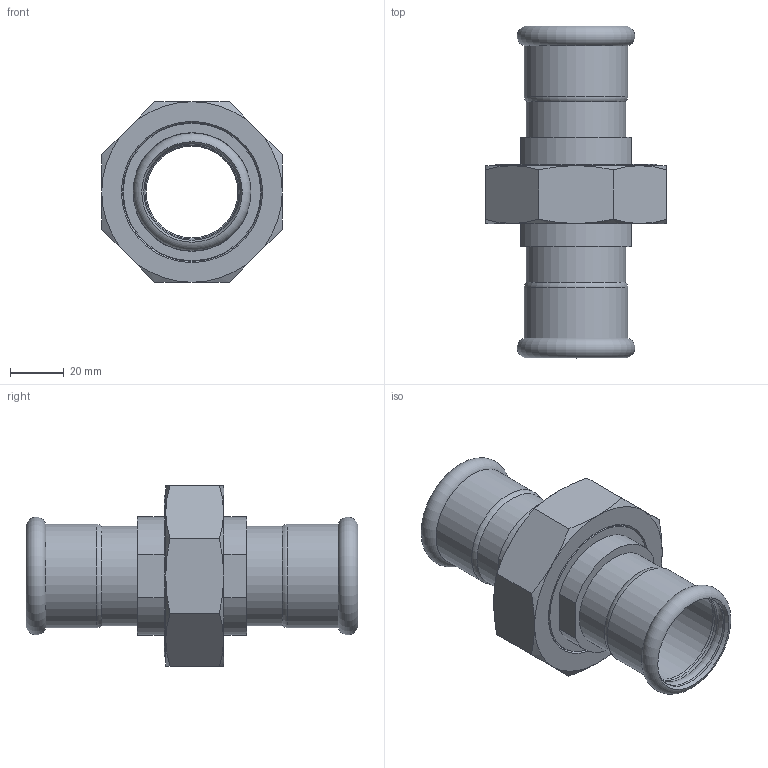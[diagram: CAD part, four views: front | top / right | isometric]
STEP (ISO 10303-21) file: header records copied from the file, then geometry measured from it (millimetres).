
FILE_DESCRIPTION(/* description */ ('Bocchettone Sede Conica a Press. DN35'),/* implementation_level */ '2;1');
FILE_NAME(/* name */ '184035000_Inoxpres.stp',/* time_stamp */ '2022-10-13T16:46:13+02:00',/* author */ ('Vault'),/* organization */ ('Raccorderie metalliche s.p.a. '),/* preprocessor_version */ 'ST-DEVELOPER v18.1',/* originating_system */ 'Autodesk Inventor 2020',/* authorisation */ 'Raccorderie metalliche s.p.a. ');
FILE_SCHEMA (('AUTOMOTIVE_DESIGN { 1 0 10303 214 3 1 1 }'));
Length unit declared in the file: millimetre
Products named in the file (1): 184035000_Inoxpres
Bounding box: 67 x 123.1 x 67 mm (x, y, z)
Volume: 78108.8 mm3; surface area: 45169 mm2
Topology: 1 solids, 2 shells, 84 faces, 225 edges, 154 vertices
Faces by surface type: plane 25, cone 24, cylinder 22, torus 13
Full cylindrical faces by diameter (mm): 34 x2, 35.4 x2, 35.8 x4, 37 x2, 38.4 x2, 40 x1, 51 x1, 51.4 x1, 56.2 x1, 59.6 x2
Entity records: 2743 total; most frequent: CARTESIAN_POINT 528, DIRECTION 506, ORIENTED_EDGE 450, AXIS2_PLACEMENT_3D 228, EDGE_CURVE 225, VERTEX_POINT 154, CIRCLE 143, EDGE_LOOP 97
